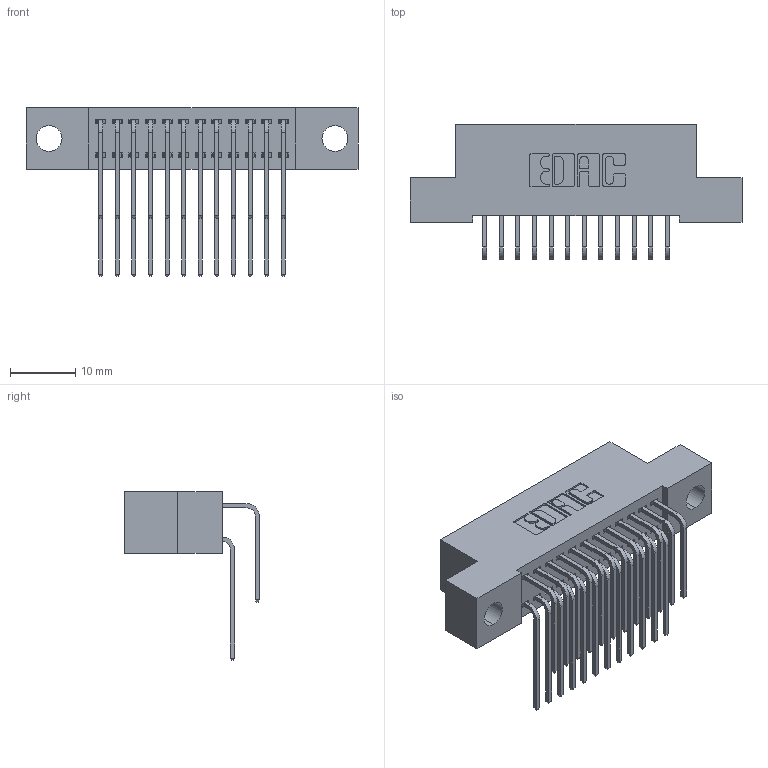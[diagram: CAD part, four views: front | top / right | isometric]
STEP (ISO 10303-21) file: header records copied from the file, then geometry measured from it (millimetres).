
FILE_DESCRIPTION (( 'STEP AP203' ), '1' );
FILE_NAME ('342-024-559-204.STEP', '2019-10-02T00:19:42', ( '' ), ( '' ), 'SwSTEP 2.0', 'SolidWorks 2016', '' );
FILE_SCHEMA (( 'CONFIG_CONTROL_DESIGN' ));
Length unit declared in the file: inch
Products named in the file (4): 342 Part_.156 TH; 345-292-001_558 559 Tail - 1; 345-292-001_559 Tail - 2; 342-024-559-204
Assembly tree (25 placements, depth 2):
  342-024-559-204
    342 Part_.156 TH
    345-292-001_558 559 Tail - 1  x12
    345-292-001_559 Tail - 2  x12
Bounding box: 50.8 x 20.64 x 25.78 mm (x, y, z)
Volume: 4473.8 mm3; surface area: 6993.5 mm2
Topology: 25 solids, 25 shells, 1406 faces, 4163 edges, 2742 vertices
Faces by surface type: plane 978, cylinder 428
Entity records: 13255 total; most frequent: CARTESIAN_POINT 2281, ORIENTED_EDGE 2166, DIRECTION 1983, EDGE_CURVE 1083, LINE 915, VECTOR 915, VERTEX_POINT 718, AXIS2_PLACEMENT_3D 534
